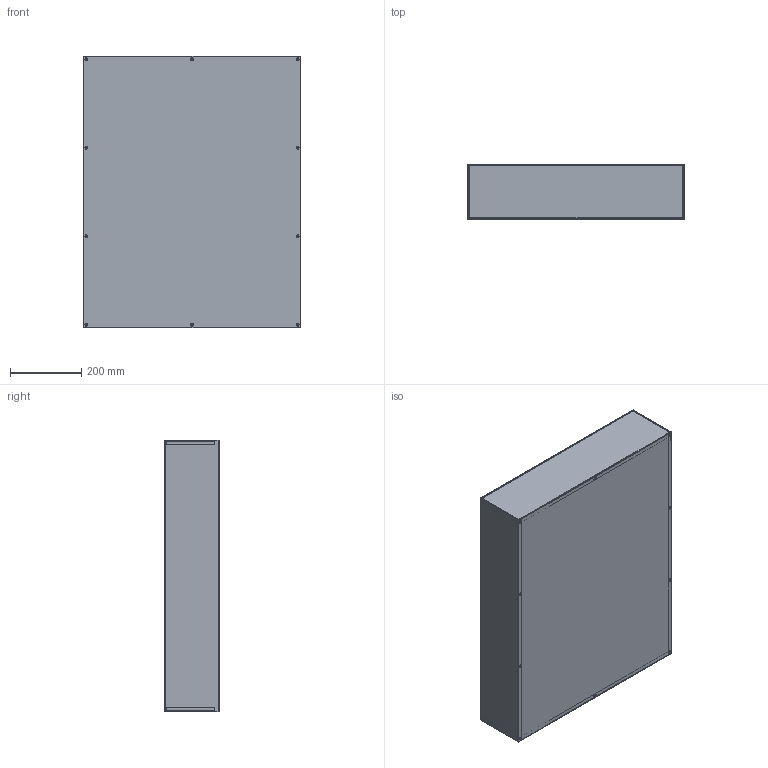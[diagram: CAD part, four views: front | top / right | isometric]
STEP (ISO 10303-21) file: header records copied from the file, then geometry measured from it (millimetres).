
FILE_DESCRIPTION( ( 'Unknown' ), '1' );
FILE_NAME( 'D302406.stp', 'Unknown', ( 'Unknown' ), ( 'Unknown' ), 'PSStep 16.0.42', 'Unknown', ' ' );
FILE_SCHEMA( ( 'AUTOMOTIVE_DESIGN { 1 0 10303 214 1 1 1 1 }' ) );
Length unit declared in the file: millimetre
Products named in the file (5): D302406_BOITIER; Dxx2406E_16Ga; D302406B_16Ga; Assem1; D3024C_16Ga
Assembly tree (5 placements, depth 3):
  Assem1
    D3024C_16Ga
    D302406_BOITIER
      Dxx2406E_16Ga  x2
      D302406B_16Ga
Bounding box: 609.6 x 153.92 x 762 mm (x, y, z)
Volume: 2112766.1 mm3; surface area: 2787792.1 mm2
Topology: 4 solids, 4 shells, 271 faces, 696 edges, 462 vertices
Faces by surface type: plane 182, cylinder 66, cone 8, torus 8, extrusion 7
Full cylindrical faces by diameter (mm): 0.346 x2, 3.658 x2, 4.293 x10, 6.35 x4, 6.706 x2, 7.925 x10
Entity records: 9049 total; most frequent: CARTESIAN_POINT 1418, DIRECTION 1123, ORIENTED_EDGE 1116, EDGE_CURVE 558, VERTEX_POINT 386, AXIS2_PLACEMENT_3D 378, VECTOR 367, LINE 360
